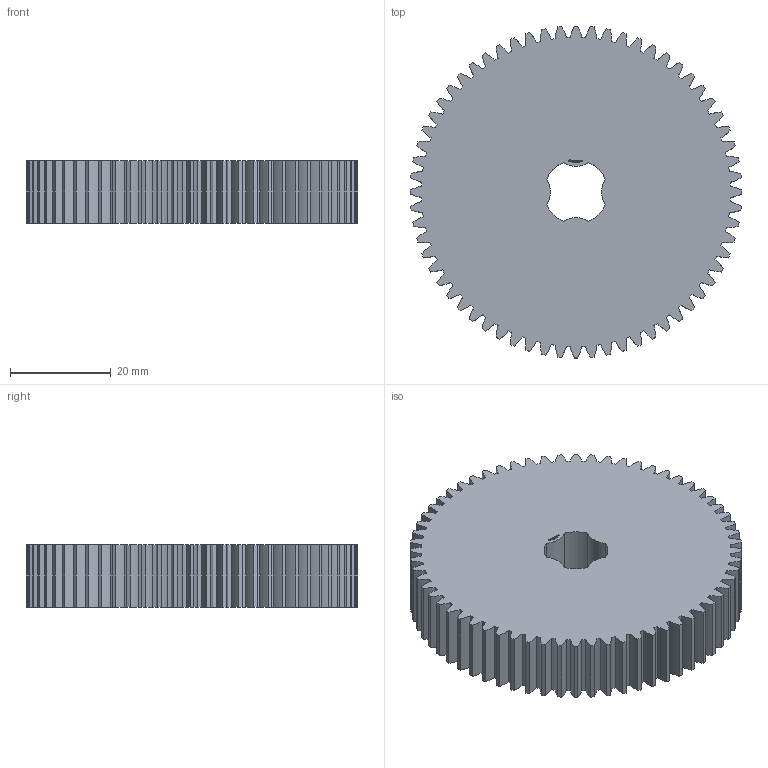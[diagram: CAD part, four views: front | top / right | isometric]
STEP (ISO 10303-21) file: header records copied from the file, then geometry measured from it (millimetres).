
FILE_DESCRIPTION(('FreeCAD Model'),'2;1');
FILE_NAME('Open CASCADE Shape Model','2024-03-10T20:12:09',(''),(''), 'Open CASCADE STEP processor 7.6','FreeCAD','Unknown');
FILE_SCHEMA(('AUTOMOTIVE_DESIGN { 1 0 10303 214 1 1 1 1 }'));
Products named in the file (1): Gear Wheel PLN TTH64 BU01.00 SFT-SHD - SPN-GWH-0236 (stemfie.org)
Bounding box: 66 x 66 x 12.5 mm (x, y, z)
Volume: 38653.2 mm3; surface area: 11767.6 mm2
Topology: 1 solids, 1 shells, 760 faces, 2184 edges, 1456 vertices
Faces by surface type: extrusion 434, plane 318, cylinder 8
Entity records: 70503 total; most frequent: CARTESIAN_POINT 24639, DIRECTION 5920, VECTOR 5218, LINE 4784, ORIENTED_EDGE 4368, PCURVE 4368, DEFINITIONAL_REPRESENTATION 4368, EDGE_CURVE 2184
